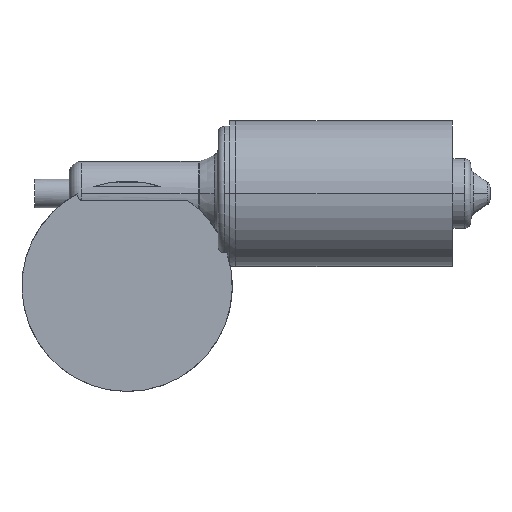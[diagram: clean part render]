
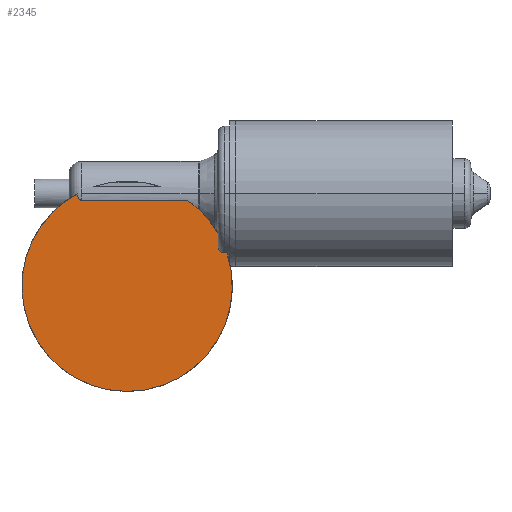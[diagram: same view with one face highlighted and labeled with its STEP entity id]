
A CAD part, front view. The second image highlights one B-rep face of the part: STEP entity #2345.
In plain terms, the highlighted planar face has unit normal (0, -1, 0).
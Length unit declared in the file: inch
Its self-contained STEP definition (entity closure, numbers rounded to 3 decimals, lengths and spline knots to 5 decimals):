
#689=CARTESIAN_POINT('',(23.90453,1.72939,1.39072));
#690=VERTEX_POINT('',#689);
#698=CARTESIAN_POINT('',(25.62001,1.72939,1.39072));
#699=VERTEX_POINT('',#698);
#700=CARTESIAN_POINT('',(23.90453,1.72939,1.39072));
#701=DIRECTION('',(1.0,0.0,0.0));
#702=VECTOR('',#701,1.71548);
#703=LINE('',#700,#702);
#704=EDGE_CURVE('',#690,#699,#703,.T.);
#734=CARTESIAN_POINT('',(26.21203,1.72939,0.54011));
#735=VERTEX_POINT('',#734);
#743=CARTESIAN_POINT('',(26.25423,1.72939,0.54011));
#744=VERTEX_POINT('',#743);
#745=CARTESIAN_POINT('',(26.21203,1.72939,0.54011));
#746=DIRECTION('',(1.0,0.0,0.0));
#747=VECTOR('',#746,0.0422);
#748=LINE('',#745,#747);
#749=EDGE_CURVE('',#735,#744,#748,.T.);
#1999=CARTESIAN_POINT('',(23.17006,1.72939,-0.85));
#2000=VERTEX_POINT('',#1999);
#2009=CARTESIAN_POINT('',(23.83712,1.72939,1.49722));
#2010=VERTEX_POINT('',#2009);
#2011=CARTESIAN_POINT('',(24.64231,1.72939,0.0));
#2012=DIRECTION('',(0.0,-1.0,0.0));
#2013=DIRECTION('',(0.866,0.0,0.5));
#2014=AXIS2_PLACEMENT_3D('',#2011,#2012,#2013);
#2015=CIRCLE('',#2014,1.7);
#2016=EDGE_CURVE('',#2010,#2000,#2015,.T.);
#2207=CARTESIAN_POINT('',(26.11203,1.72939,0.85436));
#2208=VERTEX_POINT('',#2207);
#2209=CARTESIAN_POINT('',(24.64231,1.72939,0.0));
#2210=DIRECTION('',(0.0,-1.0,0.0));
#2211=DIRECTION('',(0.866,0.0,0.5));
#2212=AXIS2_PLACEMENT_3D('',#2209,#2210,#2211);
#2213=CIRCLE('',#2212,1.7);
#2214=EDGE_CURVE('',#2208,#699,#2213,.T.);
#2287=CARTESIAN_POINT('',(24.64231,1.72939,0.0));
#2288=DIRECTION('',(0.0,-1.0,0.0));
#2289=DIRECTION('',(0.866,0.0,0.5));
#2290=AXIS2_PLACEMENT_3D('',#2287,#2288,#2289);
#2291=CIRCLE('',#2290,1.7);
#2292=EDGE_CURVE('',#2000,#744,#2291,.T.);
#2297=CARTESIAN_POINT('',(25.37843,1.72939,0.425));
#2298=DIRECTION('',(0.0,-1.0,0.0));
#2299=DIRECTION('',(0.5,0.0,-0.866));
#2300=AXIS2_PLACEMENT_3D('',#2297,#2298,#2299);
#2301=PLANE('',#2300);
#2302=CARTESIAN_POINT('',(23.83712,1.72939,1.49722));
#2303=CARTESIAN_POINT('',(23.83744,1.72939,1.47898));
#2304=CARTESIAN_POINT('',(23.84106,1.72939,1.45801));
#2305=CARTESIAN_POINT('',(23.85,1.72939,1.43502));
#2306=CARTESIAN_POINT('',(23.85356,1.72939,1.42772));
#2307=CARTESIAN_POINT('',(23.86154,1.72939,1.41497));
#2308=CARTESIAN_POINT('',(23.86789,1.72939,1.40732));
#2309=CARTESIAN_POINT('',(23.87875,1.72939,1.3986));
#2310=CARTESIAN_POINT('',(23.88458,1.72939,1.39517));
#2311=CARTESIAN_POINT('',(23.89431,1.72939,1.39172));
#2312=CARTESIAN_POINT('',(23.89984,1.72939,1.39072));
#2313=CARTESIAN_POINT('',(23.90453,1.72939,1.39072));
#2314=B_SPLINE_CURVE_WITH_KNOTS('',3,(#2302,#2303,#2304,#2305,#2306,#2307,#2308,#2309,#2310,#2311,#2312,#2313),.UNSPECIFIED.,.F.,.U.,(4,2,2,2,2,4),(0.00314,0.05685,0.07714,0.102,0.11891,0.13297),.UNSPECIFIED.);
#2315=EDGE_CURVE('',#2010,#690,#2314,.T.);
#2316=ORIENTED_EDGE('',*,*,#2315,.F.);
#2317=ORIENTED_EDGE('',*,*,#2016,.T.);
#2318=ORIENTED_EDGE('',*,*,#2292,.T.);
#2319=ORIENTED_EDGE('',*,*,#749,.F.);
#2320=CARTESIAN_POINT('',(26.11203,1.72939,0.65488));
#2321=VERTEX_POINT('',#2320);
#2322=CARTESIAN_POINT('',(26.11203,1.72939,0.65488));
#2323=CARTESIAN_POINT('',(26.11203,1.72939,0.6399));
#2324=CARTESIAN_POINT('',(26.11515,1.72939,0.6222));
#2325=CARTESIAN_POINT('',(26.12541,1.72939,0.5954));
#2326=CARTESIAN_POINT('',(26.13392,1.72939,0.5813));
#2327=CARTESIAN_POINT('',(26.15182,1.72939,0.56198));
#2328=CARTESIAN_POINT('',(26.16402,1.72939,0.55304));
#2329=CARTESIAN_POINT('',(26.18634,1.72939,0.54312));
#2330=CARTESIAN_POINT('',(26.2002,1.72939,0.54011));
#2331=CARTESIAN_POINT('',(26.21203,1.72939,0.54011));
#2332=B_SPLINE_CURVE_WITH_KNOTS('',3,(#2322,#2323,#2324,#2325,#2326,#2327,#2328,#2329,#2330,#2331),.UNSPECIFIED.,.F.,.U.,(4,2,2,2,4),(-0.15939,-0.11446,-0.07328,-0.03547,0.0),.UNSPECIFIED.);
#2333=EDGE_CURVE('',#2321,#735,#2332,.T.);
#2334=ORIENTED_EDGE('',*,*,#2333,.F.);
#2335=CARTESIAN_POINT('',(26.11203,1.72939,0.85436));
#2336=DIRECTION('',(0.0,0.0,-1.0));
#2337=VECTOR('',#2336,0.19948);
#2338=LINE('',#2335,#2337);
#2339=EDGE_CURVE('',#2208,#2321,#2338,.T.);
#2340=ORIENTED_EDGE('',*,*,#2339,.F.);
#2341=ORIENTED_EDGE('',*,*,#2214,.T.);
#2342=ORIENTED_EDGE('',*,*,#704,.F.);
#2343=EDGE_LOOP('',(#2316,#2317,#2318,#2319,#2334,#2340,#2341,#2342));
#2344=FACE_OUTER_BOUND('',#2343,.T.);
#2345=ADVANCED_FACE('',(#2344),#2301,.T.);
